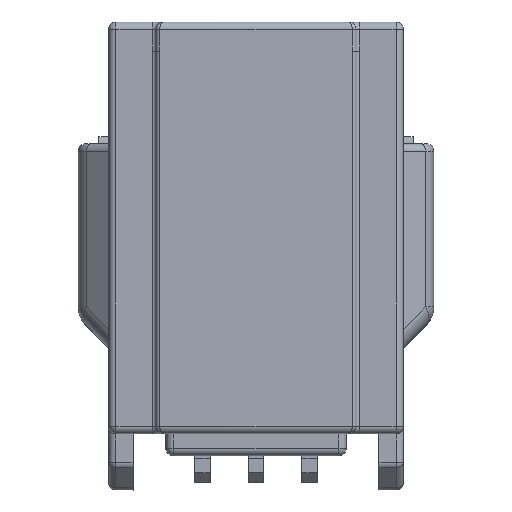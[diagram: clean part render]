
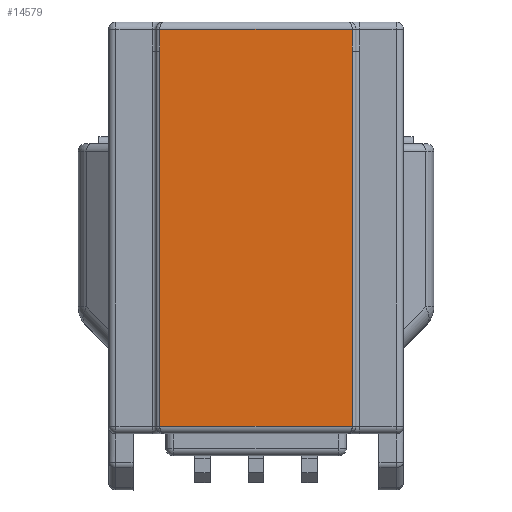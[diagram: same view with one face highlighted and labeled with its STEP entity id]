
A CAD part, top view. The second image highlights one B-rep face of the part: STEP entity #14579.
In plain terms, the highlighted planar face has unit normal (0, 0, 1).
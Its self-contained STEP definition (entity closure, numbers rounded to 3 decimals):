
#2617=DIRECTION('',(0.,-1.,0.));
#2618=VECTOR('',#2617,15.4);
#2619=CARTESIAN_POINT('',(3.95,19.35,-4.05));
#2620=LINE('',#2619,#2618);
#2671=DIRECTION('',(0.,-1.,0.));
#2672=VECTOR('',#2671,0.9);
#2673=CARTESIAN_POINT('',(3.95,20.25,-4.05));
#2674=LINE('',#2673,#2672);
#2679=CARTESIAN_POINT('',(-3.95,3.95,-4.05));
#2720=DIRECTION('',(-1.,0.,0.));
#2721=VECTOR('',#2720,7.9);
#2722=CARTESIAN_POINT('',(3.95,3.95,-4.05));
#2723=LINE('',#2722,#2721);
#2763=CARTESIAN_POINT('',(3.95,3.95,-4.05));
#2787=DIRECTION('',(0.,1.,0.));
#2788=VECTOR('',#2787,15.4);
#2789=CARTESIAN_POINT('',(-3.95,3.95,-4.05));
#2790=LINE('',#2789,#2788);
#4081=DIRECTION('',(1.,0.,0.));
#4082=VECTOR('',#4081,7.9);
#4083=CARTESIAN_POINT('',(-3.95,20.25,
-4.05));
#4084=LINE('',#4083,#4082);
#4264=DIRECTION('',(0.,1.,0.));
#4265=VECTOR('',#4264,0.9);
#4266=CARTESIAN_POINT('',(-3.95,19.35,-4.05));
#4267=LINE('',#4266,#4265);
#8738=VERTEX_POINT('',#2679);
#8741=VERTEX_POINT('',#2763);
#8986=CARTESIAN_POINT('',(3.95,19.35,-4.05));
#8987=VERTEX_POINT('',#8986);
#8988=CARTESIAN_POINT('',(3.95,20.25,-4.05));
#8989=VERTEX_POINT('',#8988);
#8990=CARTESIAN_POINT('',(-3.95,20.25,
-4.05));
#8991=VERTEX_POINT('',#8990);
#8992=CARTESIAN_POINT('',(-3.95,19.35,-4.05));
#8993=VERTEX_POINT('',#8992);
#14562=CARTESIAN_POINT('',(11.55,3.95,-4.05));
#14563=DIRECTION('',(0.,0.,1.));
#14564=DIRECTION('',(1.,0.,0.));
#14565=AXIS2_PLACEMENT_3D('',#14562,#14563,#14564);
#14566=PLANE('',#14565);
#14567=ORIENTED_EDGE('',*,*,#14511,.T.);
#14569=ORIENTED_EDGE('',*,*,#14568,.T.);
#14571=ORIENTED_EDGE('',*,*,#14570,.T.);
#14573=ORIENTED_EDGE('',*,*,#14572,.T.);
#14575=ORIENTED_EDGE('',*,*,#14574,.T.);
#14576=ORIENTED_EDGE('',*,*,#14553,.T.);
#14577=EDGE_LOOP('',(#14567,#14569,#14571,#14573,#14575,#14576));
#14578=FACE_OUTER_BOUND('',#14577,.F.);
#14579=ADVANCED_FACE('',(#14578),#14566,.T.);
#14511=EDGE_CURVE('',#8987,#8741,#2620,.T.);
#14553=EDGE_CURVE('',#8989,#8987,#2674,.T.);
#14568=EDGE_CURVE('',#8741,#8738,#2723,.T.);
#14570=EDGE_CURVE('',#8738,#8993,#2790,.T.);
#14572=EDGE_CURVE('',#8993,#8991,#4267,.T.);
#14574=EDGE_CURVE('',#8991,#8989,#4084,.T.);
